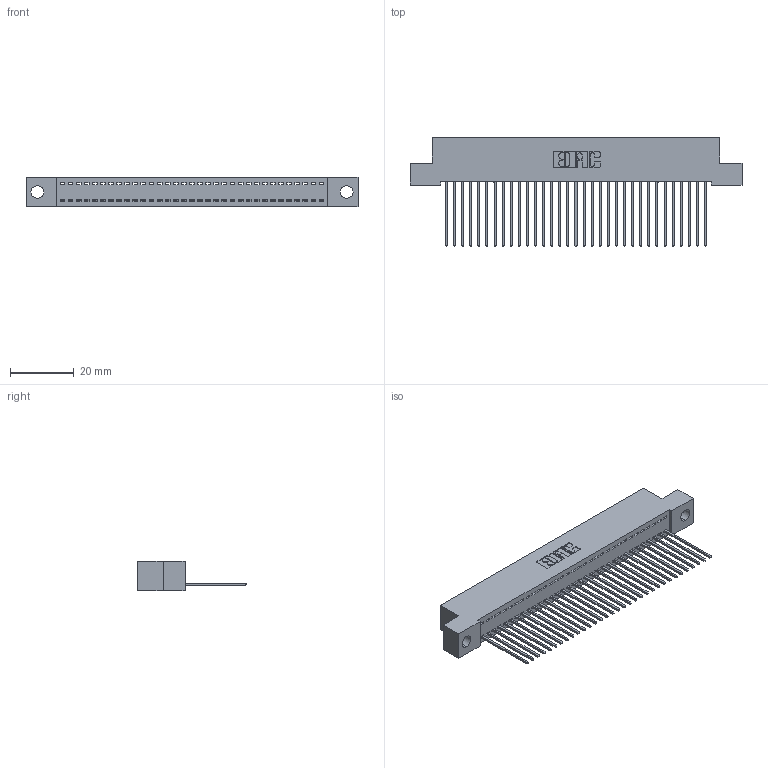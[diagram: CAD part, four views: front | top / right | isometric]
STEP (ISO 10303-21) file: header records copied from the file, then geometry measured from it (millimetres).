
FILE_DESCRIPTION (( 'STEP AP203' ), '1' );
FILE_NAME ('342-033-541-104.STEP', '2019-10-02T11:42:43', ( '' ), ( '' ), 'SwSTEP 2.0', 'SolidWorks 2016', '' );
FILE_SCHEMA (( 'CONFIG_CONTROL_DESIGN' ));
Length unit declared in the file: inch
Products named in the file (3): 342 Part_.156 TH; 345-292-001_345-293-141; 342-033-541-104
Assembly tree (34 placements, depth 2):
  342-033-541-104
    342 Part_.156 TH
    345-292-001_345-293-141  x33
Bounding box: 104.14 x 34.3 x 9.4 mm (x, y, z)
Volume: 9119.7 mm3; surface area: 13661.9 mm2
Topology: 34 solids, 34 shells, 2024 faces, 6107 edges, 4026 vertices
Faces by surface type: plane 1452, cylinder 572
Entity records: 21227 total; most frequent: CARTESIAN_POINT 3669, ORIENTED_EDGE 3638, DIRECTION 3113, EDGE_CURVE 1819, VECTOR 1691, LINE 1691, VERTEX_POINT 1210, AXIS2_PLACEMENT_3D 711
